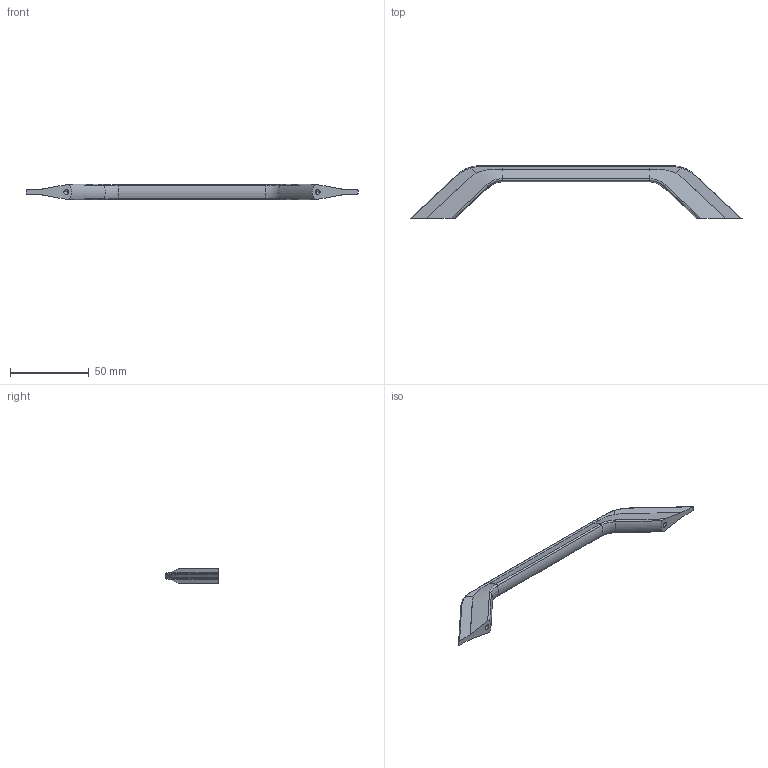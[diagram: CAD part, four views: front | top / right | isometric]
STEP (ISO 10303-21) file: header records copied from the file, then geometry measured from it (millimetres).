
FILE_DESCRIPTION(('Creo Elements/Direct Modeling STEP Export'),'2;1');
FILE_NAME('2267-211.stp','2022-05-04T10:47:47',(''),(''),'Creo Elements/Direct Modeling STEP processor for AP214 (Solid Model)','Creo Elements/Direct Modeling 20.0 12-Nov-2016 (C) Parametric Technology GmbH','');
FILE_SCHEMA(('AUTOMOTIVE_DESIGN { 1 0 10303 214 1 1 1 1 }'));
Length unit declared in the file: millimetre
Products named in the file (2): Griff
Assembly tree (1 placements, depth 2):
  Griff
    Griff
Bounding box: 211.32 x 33.33 x 9.63 mm (x, y, z)
Volume: 16375.6 mm3; surface area: 8483.4 mm2
Topology: 1 solids, 1 shells, 84 faces, 196 edges, 114 vertices
Faces by surface type: bspline 46, plane 15, cylinder 13, cone 8, torus 2
Entity records: 9664 total; most frequent: CARTESIAN_POINT 8213, ORIENTED_EDGE 384, EDGE_CURVE 192, DIRECTION 142, VERTEX_POINT 114, B_SPLINE_CURVE_WITH_KNOTS 88, EDGE_LOOP 88, FACE_OUTER_BOUND 84
